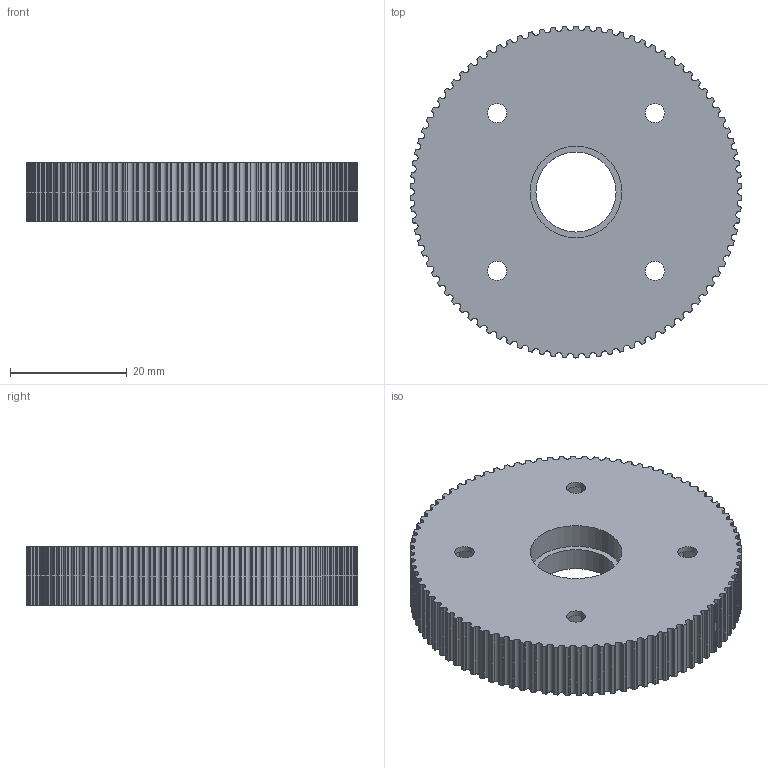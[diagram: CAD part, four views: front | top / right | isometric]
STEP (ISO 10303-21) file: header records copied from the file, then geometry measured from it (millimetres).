
FILE_DESCRIPTION(/* description */ (''),/* implementation_level */ '2;1');
FILE_NAME(/* name */ '',/* time_stamp */ '2025-07-18T09:17:57+08:00',/* author */ (''),/* organization */ (''),/* preprocessor_version */ 'ST-DEVELOPER v20.1',/* originating_system */ 'Autodesk Translation Framework v14.10.0.0',/* authorisation */ '');
FILE_SCHEMA (('AUTOMOTIVE_DESIGN { 1 0 10303 214 3 1 1 }'));
Length unit declared in the file: millimetre
Products named in the file (2): ROBOT; 零部件2
Assembly tree (1 placements, depth 2):
  ROBOT
    零部件2
Bounding box: 56.79 x 56.81 x 10 mm (x, y, z)
Volume: 15974.3 mm3; surface area: 8726.7 mm2
Topology: 1 solids, 1 shells, 586 faces, 1742 edges, 1161 vertices
Faces by surface type: cylinder 551, plane 33, cone 2
Full cylindrical faces by diameter (mm): 3.3 x4, 13.7 x1, 15.7 x1, 24.8 x1
Entity records: 20399 total; most frequent: DIRECTION 4019, CARTESIAN_POINT 3511, ORIENTED_EDGE 3484, EDGE_CURVE 1742, AXIS2_PLACEMENT_3D 1697, VERTEX_POINT 1161, CIRCLE 1108, LINE 625
